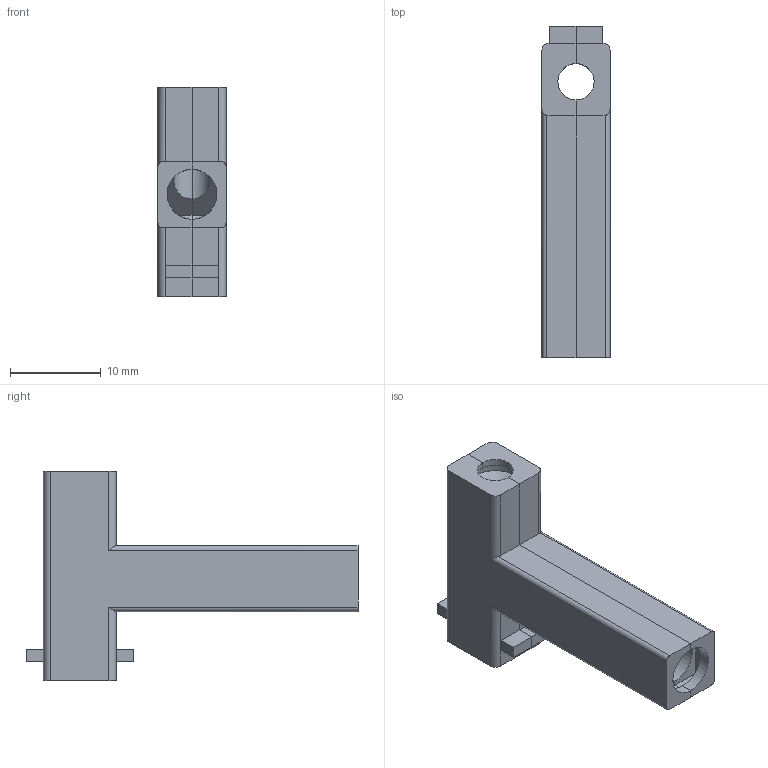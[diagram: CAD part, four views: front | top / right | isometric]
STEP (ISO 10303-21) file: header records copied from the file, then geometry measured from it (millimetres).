
FILE_DESCRIPTION(/* description */ ('','CAx-IF Rec.Pracs.---Representation and Presentation of Product Manufacturing Information (PMI)---4.0---2014-10-13'),/* implementation_level */ '2;1');
FILE_NAME(/* name */ '6.25 Detachable Double Planoconvex v2.step',/* time_stamp */ '2024-12-16T11:25:36-05:00',/* author */ (''),/* organization */ (''),/* preprocessor_version */ 'ST-DEVELOPER v20',/* originating_system */ 'Autodesk Translation Framework v13.20.0.188',/* authorisation */ '');
FILE_SCHEMA (('AP242_MANAGED_MODEL_BASED_3D_ENGINEERING_MIM_LF { 1 0 10303 442 1 1 4 }'));
Length unit declared in the file: millimetre
Products named in the file (1): 6.25 Detachable Double Planoconvex
Bounding box: 7.5 x 36.57 x 23.1 mm (x, y, z)
Volume: 1522.4 mm3; surface area: 2908.1 mm2
Topology: 2 solids, 2 shells, 131 faces, 378 edges, 252 vertices
Faces by surface type: plane 75, cylinder 40, sphere 16
Entity records: 4450 total; most frequent: CARTESIAN_POINT 868, ORIENTED_EDGE 756, DIRECTION 740, EDGE_CURVE 378, LINE 264, VECTOR 264, VERTEX_POINT 252, AXIS2_PLACEMENT_3D 238
